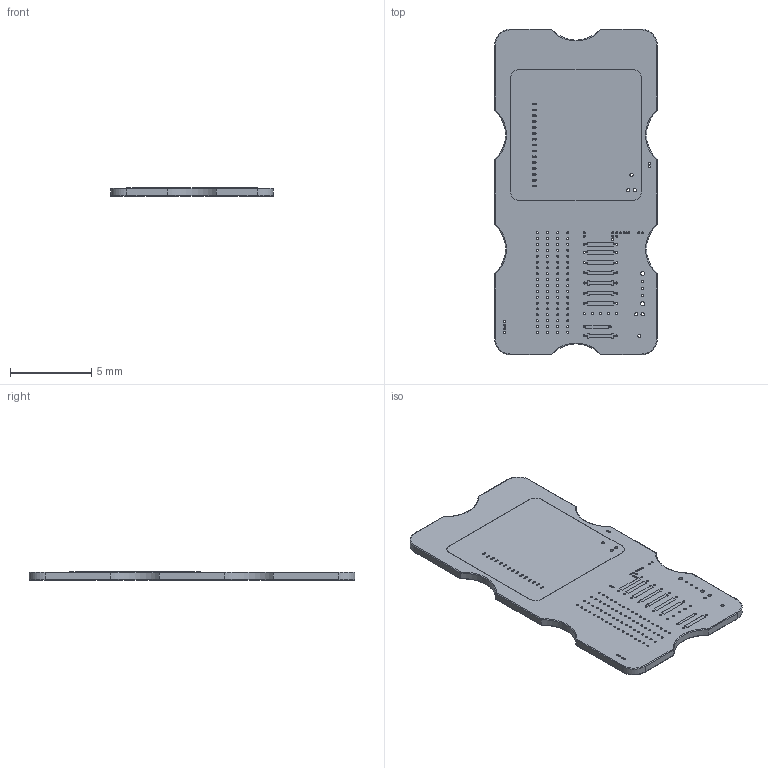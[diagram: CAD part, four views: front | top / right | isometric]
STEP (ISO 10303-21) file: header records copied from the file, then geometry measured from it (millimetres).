
FILE_DESCRIPTION(/* description */ (''),/* implementation_level */ '2;1');
FILE_NAME(/* name */ 'M5 Stack.stp',/* time_stamp */ '2020-01-27T16:50:19+09:00',/* author */ ('Leonardo'),/* organization */ (''),/* preprocessor_version */ 'ST-DEVELOPER v17',/* originating_system */ 'Autodesk Inventor 2019',/* authorisation */ '');
FILE_SCHEMA (('AUTOMOTIVE_DESIGN { 1 0 10303 214 3 1 1 }'));
Length unit declared in the file: millimetre
Products named in the file (1): M5 Stack
Bounding box: 10 x 20 x 0.51 mm (x, y, z)
Volume: 94.9 mm3; surface area: 436 mm2
Topology: 1 solids, 1 shells, 463 faces, 1407 edges, 980 vertices
Faces by surface type: cylinder 253, plane 190, torus 20
Full cylindrical faces by diameter (mm): 0.1 x30, 0.12 x2, 0.125 x115, 0.2 x6, 0.25 x2
Entity records: 16704 total; most frequent: CARTESIAN_POINT 3121, DIRECTION 2815, ORIENTED_EDGE 2734, EDGE_CURVE 1367, AXIS2_PLACEMENT_3D 1008, VERTEX_POINT 900, LINE 799, VECTOR 799
